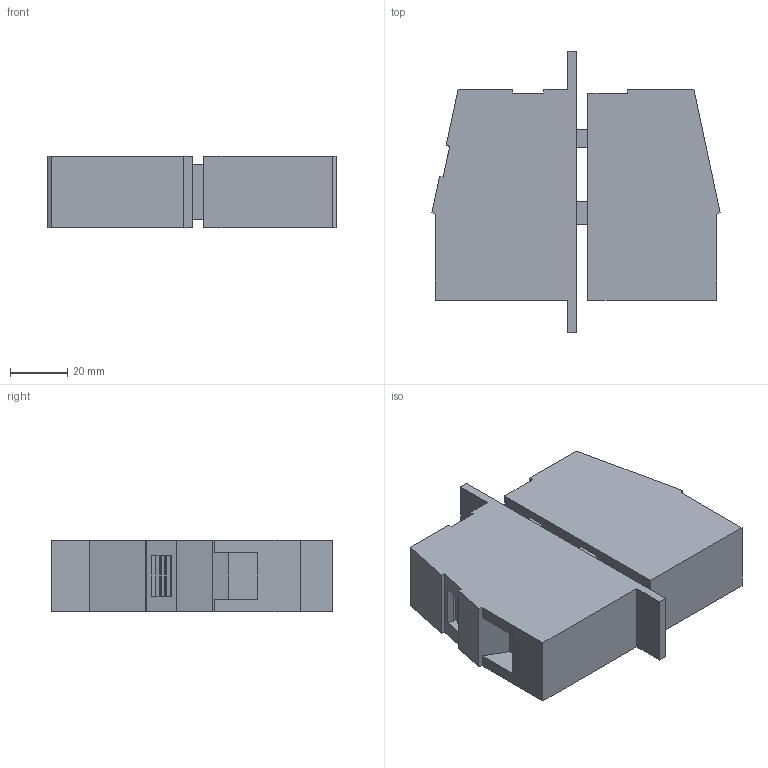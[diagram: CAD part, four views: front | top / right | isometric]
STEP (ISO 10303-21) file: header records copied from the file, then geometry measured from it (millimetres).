
FILE_DESCRIPTION(('SolidDesigner STEP Export'),'2;1');
FILE_NAME('0709644_hdfk-95-f_select.stp','2008-10-22T 7:19:01',(''),(''),'OneSpace Designer STEP processor for AP214 (Solid Model)','OneSpace Designer 14.50 18-Oct-2006 (C) CoCreate Software GmbH','');
FILE_SCHEMA(('AUTOMOTIVE_DESIGN { 1 0 10303 214 1 1 1 1 }'));
Length unit declared in the file: millimetre
Products named in the file (2): 0709644_hdfk-95-f_select
Assembly tree (1 placements, depth 2):
  0709644_hdfk-95-f_select
    0709644_hdfk-95-f_select
Bounding box: 101 x 98.7 x 25 mm (x, y, z)
Volume: 163820.3 mm3; surface area: 28147 mm2
Topology: 1 solids, 1 shells, 116 faces, 323 edges, 216 vertices
Faces by surface type: plane 93, cylinder 23
Entity records: 3582 total; most frequent: ORIENTED_EDGE 646, CARTESIAN_POINT 625, DIRECTION 545, EDGE_CURVE 323, VECTOR 273, LINE 273, VERTEX_POINT 216, AXIS2_PLACEMENT_3D 136
